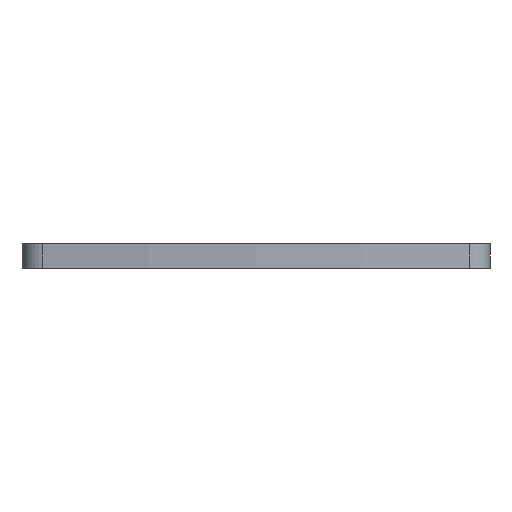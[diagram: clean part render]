
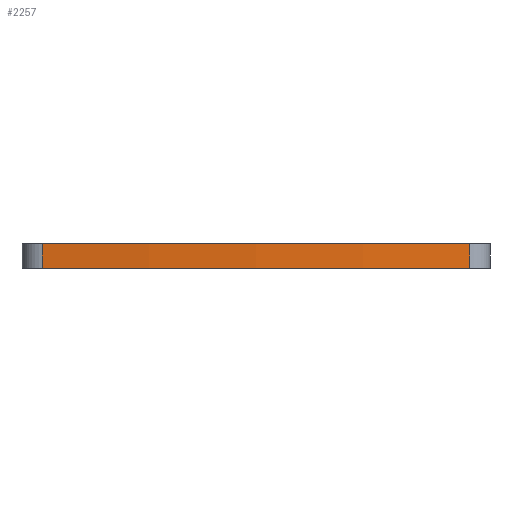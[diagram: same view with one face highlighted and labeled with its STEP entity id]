
A CAD part, front view. The second image highlights one B-rep face of the part: STEP entity #2257.
In plain terms, the highlighted cylindrical face has radius 381 mm (diameter 762 mm), a partial arc.
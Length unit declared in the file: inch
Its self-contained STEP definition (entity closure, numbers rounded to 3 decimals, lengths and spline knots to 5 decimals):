
#25 = VERTEX_POINT ( 'NONE', #6927 ) ;
#103 = CIRCLE ( 'NONE', #1654, 15. ) ;
#165 = ORIENTED_EDGE ( 'NONE', *, *, #1928, .T. ) ;
#306 = LINE ( 'NONE', #2256, #3638 ) ;
#338 = CYLINDRICAL_SURFACE ( 'NONE', #1950, 15. ) ;
#814 = EDGE_CURVE ( 'NONE', #6497, #25, #103, .T. ) ;
#935 = ORIENTED_EDGE ( 'NONE', *, *, #2572, .T. ) ;
#943 = VERTEX_POINT ( 'NONE', #5887 ) ;
#1324 = CIRCLE ( 'NONE', #4940, 15. ) ;
#1654 = AXIS2_PLACEMENT_3D ( 'NONE', #3377, #6674, #3911 ) ;
#1928 = EDGE_CURVE ( 'NONE', #6497, #943, #306, .T. ) ;
#1950 = AXIS2_PLACEMENT_3D ( 'NONE', #4352, #6407, #5495 ) ;
#2177 = ORIENTED_EDGE ( 'NONE', *, *, #3139, .F. ) ;
#2256 = CARTESIAN_POINT ( 'NONE',  ( -2.22458, -1.43474, 0.25 ) ) ;
#2257 = ADVANCED_FACE ( 'NONE', ( #4439 ), #338, .T. ) ;
#2572 = EDGE_CURVE ( 'NONE', #943, #5456, #1324, .T. ) ;
#3139 = EDGE_CURVE ( 'NONE', #25, #5456, #4749, .T. ) ;
#3377 = CARTESIAN_POINT ( 'NONE',  ( 0., 13.39939, 0.25 ) ) ;
#3638 = VECTOR ( 'NONE', #4410, 39.37008 ) ;
#3816 = DIRECTION ( 'NONE',  ( 0., 0., -1. ) ) ;
#3823 = ORIENTED_EDGE ( 'NONE', *, *, #814, .F. ) ;
#3911 = DIRECTION ( 'NONE',  ( 1., 0., 0. ) ) ;
#4352 = CARTESIAN_POINT ( 'NONE',  ( 0., 13.39939, 0.25 ) ) ;
#4410 = DIRECTION ( 'NONE',  ( 0., 0., -1. ) ) ;
#4439 = FACE_OUTER_BOUND ( 'NONE', #5444, .T. ) ;
#4478 = DIRECTION ( 'NONE',  ( 0., 0., 1. ) ) ;
#4749 = LINE ( 'NONE', #5431, #5243 ) ;
#4848 = CARTESIAN_POINT ( 'NONE',  ( 2.22458, -1.43474, 0. ) ) ;
#4940 = AXIS2_PLACEMENT_3D ( 'NONE', #6575, #4478, #6731 ) ;
#5214 = CARTESIAN_POINT ( 'NONE',  ( -2.22458, -1.43474, 0.25 ) ) ;
#5243 = VECTOR ( 'NONE', #3816, 39.37008 ) ;
#5431 = CARTESIAN_POINT ( 'NONE',  ( 2.22458, -1.43474, 0.25 ) ) ;
#5444 = EDGE_LOOP ( 'NONE', ( #935, #2177, #3823, #165 ) ) ;
#5456 = VERTEX_POINT ( 'NONE', #4848 ) ;
#5495 = DIRECTION ( 'NONE',  ( -1., 0., 0. ) ) ;
#5887 = CARTESIAN_POINT ( 'NONE',  ( -2.22458, -1.43474, 0. ) ) ;
#6407 = DIRECTION ( 'NONE',  ( 0., 0., -1. ) ) ;
#6497 = VERTEX_POINT ( 'NONE', #5214 ) ;
#6575 = CARTESIAN_POINT ( 'NONE',  ( 0., 13.39939, 0. ) ) ;
#6674 = DIRECTION ( 'NONE',  ( 0., 0., 1. ) ) ;
#6731 = DIRECTION ( 'NONE',  ( 1., 0., 0. ) ) ;
#6927 = CARTESIAN_POINT ( 'NONE',  ( 2.22458, -1.43474, 0.25 ) ) ;
